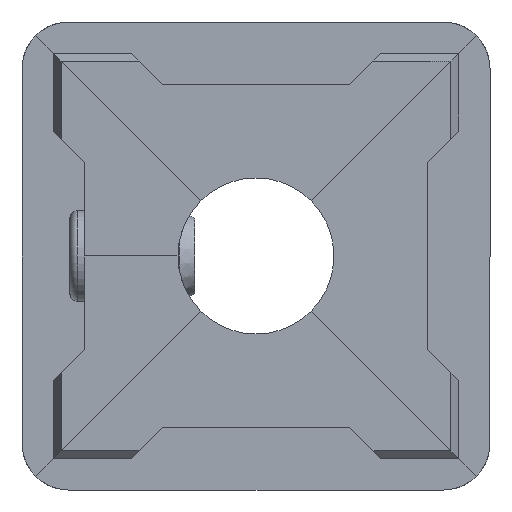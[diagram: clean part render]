
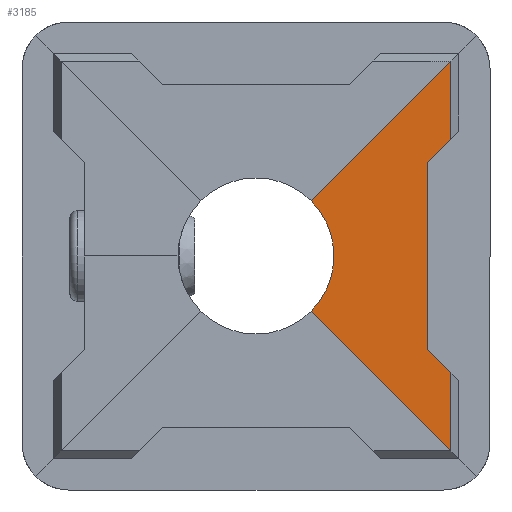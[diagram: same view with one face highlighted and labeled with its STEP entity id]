
A CAD part, front view. The second image highlights one B-rep face of the part: STEP entity #3185.
In plain terms, the highlighted planar face has unit normal (0, -1, 0).
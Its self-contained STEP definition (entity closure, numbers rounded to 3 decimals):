
#149 = CARTESIAN_POINT ( 'NONE',  ( 3.536, 0., 3.536 ) ) ;
#219 = CARTESIAN_POINT ( 'NONE',  ( 12.5, 0., -15. ) ) ;
#239 = LINE ( 'NONE', #4600, #253 ) ;
#253 = VECTOR ( 'NONE', #1338, 1000. ) ;
#304 = CARTESIAN_POINT ( 'NONE',  ( 0., 0., 0. ) ) ;
#441 = ORIENTED_EDGE ( 'NONE', *, *, #462, .T. ) ;
#443 = CARTESIAN_POINT ( 'NONE',  ( 12.5, 0., -7.5 ) ) ;
#462 = EDGE_CURVE ( 'NONE', #4320, #4713, #1246, .T. ) ;
#466 = VERTEX_POINT ( 'NONE', #4248 ) ;
#522 = EDGE_CURVE ( 'NONE', #3054, #466, #1718, .T. ) ;
#548 = CARTESIAN_POINT ( 'NONE',  ( 12.5, 0., -12.5 ) ) ;
#583 = EDGE_CURVE ( 'NONE', #3054, #1112, #1449, .T. ) ;
#787 = ORIENTED_EDGE ( 'NONE', *, *, #2803, .T. ) ;
#804 = EDGE_CURVE ( 'NONE', #3753, #466, #4393, .T. ) ;
#864 = VECTOR ( 'NONE', #2838, 1000. ) ;
#960 = VECTOR ( 'NONE', #4672, 1000. ) ;
#972 = VERTEX_POINT ( 'NONE', #2263 ) ;
#1003 = DIRECTION ( 'NONE',  ( -1., 0., 0. ) ) ;
#1076 = CARTESIAN_POINT ( 'NONE',  ( 12.5, 0., 7.5 ) ) ;
#1112 = VERTEX_POINT ( 'NONE', #2424 ) ;
#1246 = LINE ( 'NONE', #219, #3446 ) ;
#1266 = DIRECTION ( 'NONE',  ( 0.707, 0., -0.707 ) ) ;
#1310 = CARTESIAN_POINT ( 'NONE',  ( 11., 0., -6. ) ) ;
#1338 = DIRECTION ( 'NONE',  ( 0., 0., -1. ) ) ;
#1426 = EDGE_CURVE ( 'NONE', #972, #4713, #1737, .T. ) ;
#1443 = DIRECTION ( 'NONE',  ( 0., 0., 1. ) ) ;
#1449 = CIRCLE ( 'NONE', #2444, 5. ) ;
#1481 = EDGE_CURVE ( 'NONE', #3341, #972, #239, .T. ) ;
#1503 = ORIENTED_EDGE ( 'NONE', *, *, #1481, .F. ) ;
#1640 = AXIS2_PLACEMENT_3D ( 'NONE', #3545, #3163, #4588 ) ;
#1702 = PLANE ( 'NONE',  #1640 ) ;
#1716 = VECTOR ( 'NONE', #1266, 1000. ) ;
#1718 = LINE ( 'NONE', #3830, #4651 ) ;
#1737 = LINE ( 'NONE', #1310, #864 ) ;
#1983 = LINE ( 'NONE', #3059, #1716 ) ;
#2017 = FACE_OUTER_BOUND ( 'NONE', #4089, .T. ) ;
#2245 = ORIENTED_EDGE ( 'NONE', *, *, #804, .T. ) ;
#2263 = CARTESIAN_POINT ( 'NONE',  ( 11., 0., -6. ) ) ;
#2424 = CARTESIAN_POINT ( 'NONE',  ( 3.536, 0., -3.536 ) ) ;
#2444 = AXIS2_PLACEMENT_3D ( 'NONE', #304, #4295, #1003 ) ;
#2468 = ORIENTED_EDGE ( 'NONE', *, *, #583, .T. ) ;
#2513 = CARTESIAN_POINT ( 'NONE',  ( 11., 0., 6. ) ) ;
#2523 = ORIENTED_EDGE ( 'NONE', *, *, #522, .F. ) ;
#2803 = EDGE_CURVE ( 'NONE', #1112, #4320, #1983, .T. ) ;
#2812 = CARTESIAN_POINT ( 'NONE',  ( 15., 0., 10. ) ) ;
#2830 = CARTESIAN_POINT ( 'NONE',  ( 12.5, 0., -15. ) ) ;
#2838 = DIRECTION ( 'NONE',  ( 0.707, 0., -0.707 ) ) ;
#3054 = VERTEX_POINT ( 'NONE', #149 ) ;
#3059 = CARTESIAN_POINT ( 'NONE',  ( -7.5, 0., 7.5 ) ) ;
#3163 = DIRECTION ( 'NONE',  ( 0., 1., 0. ) ) ;
#3185 = ADVANCED_FACE ( 'NONE', ( #2017 ), #1702, .F. ) ;
#3341 = VERTEX_POINT ( 'NONE', #2513 ) ;
#3446 = VECTOR ( 'NONE', #3807, 1000. ) ;
#3447 = DIRECTION ( 'NONE',  ( 0.707, 0., 0.707 ) ) ;
#3545 = CARTESIAN_POINT ( 'NONE',  ( 0., 0., -15. ) ) ;
#3588 = LINE ( 'NONE', #2812, #960 ) ;
#3628 = ORIENTED_EDGE ( 'NONE', *, *, #3726, .F. ) ;
#3726 = EDGE_CURVE ( 'NONE', #3753, #3341, #3588, .T. ) ;
#3753 = VERTEX_POINT ( 'NONE', #1076 ) ;
#3807 = DIRECTION ( 'NONE',  ( 0., 0., 1. ) ) ;
#3830 = CARTESIAN_POINT ( 'NONE',  ( -7.5, 0., -7.5 ) ) ;
#3884 = ORIENTED_EDGE ( 'NONE', *, *, #1426, .F. ) ;
#4089 = EDGE_LOOP ( 'NONE', ( #2523, #2468, #787, #441, #3884, #1503, #3628, #2245 ) ) ;
#4248 = CARTESIAN_POINT ( 'NONE',  ( 12.5, 0., 12.5 ) ) ;
#4295 = DIRECTION ( 'NONE',  ( 0., 1., 0. ) ) ;
#4320 = VERTEX_POINT ( 'NONE', #548 ) ;
#4393 = LINE ( 'NONE', #2830, #4437 ) ;
#4437 = VECTOR ( 'NONE', #1443, 1000. ) ;
#4588 = DIRECTION ( 'NONE',  ( -1., 0., 0. ) ) ;
#4600 = CARTESIAN_POINT ( 'NONE',  ( 11., 0., 6. ) ) ;
#4651 = VECTOR ( 'NONE', #3447, 1000. ) ;
#4672 = DIRECTION ( 'NONE',  ( -0.707, 0., -0.707 ) ) ;
#4713 = VERTEX_POINT ( 'NONE', #443 ) ;
